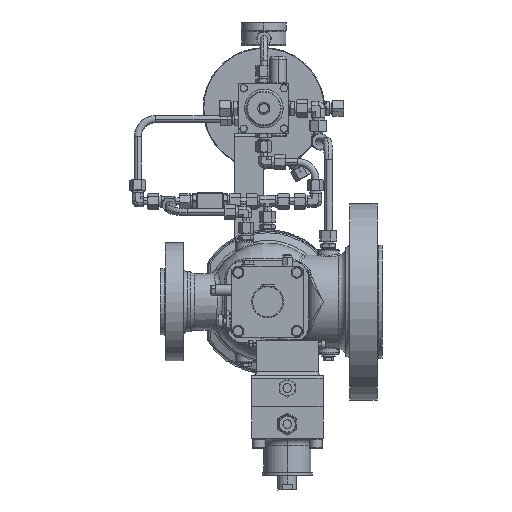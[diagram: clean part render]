
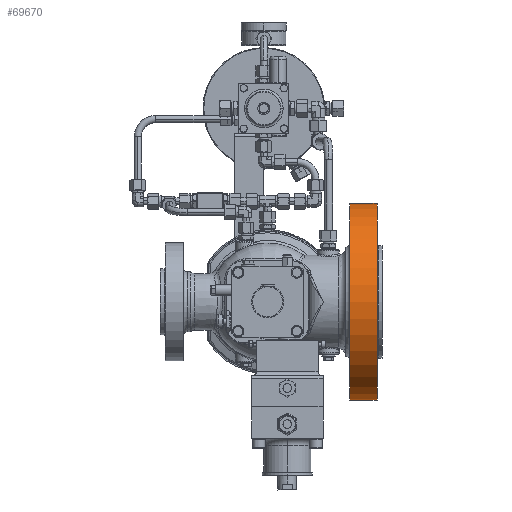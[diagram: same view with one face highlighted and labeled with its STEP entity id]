
A CAD part, front view. The second image highlights one B-rep face of the part: STEP entity #69670.
In plain terms, the highlighted cylindrical face has radius 137.5 mm (diameter 275 mm), a partial arc.
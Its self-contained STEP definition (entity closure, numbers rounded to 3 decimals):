
#417 = EDGE_LOOP ( 'NONE', ( #184609, #63990, #89921, #129872 ) ) ;
#1582 = DIRECTION ( 'NONE',  ( -1., 0., 0. ) ) ;
#5502 = CIRCLE ( 'NONE', #64347, 137.5 ) ;
#7675 = VERTEX_POINT ( 'NONE', #103337 ) ;
#9783 = CARTESIAN_POINT ( 'NONE',  ( 114.9, -10., 0. ) ) ;
#16580 = CARTESIAN_POINT ( 'NONE',  ( 153., -10., -137.5 ) ) ;
#22577 = CARTESIAN_POINT ( 'NONE',  ( -138.582, -10., 137.5 ) ) ;
#23754 = CIRCLE ( 'NONE', #138090, 137.5 ) ;
#49767 = LINE ( 'NONE', #144886, #100611 ) ;
#52364 = CARTESIAN_POINT ( 'NONE',  ( -138.582, -10., 0. ) ) ;
#60271 = DIRECTION ( 'NONE',  ( 0., 0., 1. ) ) ;
#63990 = ORIENTED_EDGE ( 'NONE', *, *, #179592, .T. ) ;
#64347 = AXIS2_PLACEMENT_3D ( 'NONE', #9783, #135561, #198060 ) ;
#68715 = DIRECTION ( 'NONE',  ( -1., 0., 0. ) ) ;
#69670 = ADVANCED_FACE ( 'Defeature ausgef�hrt1_261', ( #174170 ), #111712, .T. ) ;
#89921 = ORIENTED_EDGE ( 'NONE', *, *, #116881, .T. ) ;
#93639 = VECTOR ( 'NONE', #129999, 1000. ) ;
#96286 = LINE ( 'NONE', #22577, #93639 ) ;
#97382 = DIRECTION ( 'NONE',  ( 0., 0., 1. ) ) ;
#100611 = VECTOR ( 'NONE', #112168, 1000. ) ;
#103337 = CARTESIAN_POINT ( 'NONE',  ( 114.9, -10., -137.5 ) ) ;
#108661 = AXIS2_PLACEMENT_3D ( 'NONE', #52364, #68715, #97382 ) ;
#111712 = CYLINDRICAL_SURFACE ( 'NONE', #108661, 137.5 ) ;
#112168 = DIRECTION ( 'NONE',  ( -1., 0., 0. ) ) ;
#114357 = VERTEX_POINT ( 'NONE', #179767 ) ;
#116881 = EDGE_CURVE ( 'NONE', #180251, #114357, #96286, .T. ) ;
#129872 = ORIENTED_EDGE ( 'NONE', *, *, #163404, .F. ) ;
#129999 = DIRECTION ( 'NONE',  ( -1., 0., 0. ) ) ;
#132971 = VERTEX_POINT ( 'NONE', #16580 ) ;
#135561 = DIRECTION ( 'NONE',  ( -1., 0., 0. ) ) ;
#135762 = CARTESIAN_POINT ( 'NONE',  ( 153., -10., 137.5 ) ) ;
#138090 = AXIS2_PLACEMENT_3D ( 'NONE', #153353, #1582, #60271 ) ;
#143363 = EDGE_CURVE ( 'NONE', #132971, #7675, #49767, .T. ) ;
#144886 = CARTESIAN_POINT ( 'NONE',  ( -138.582, -10., -137.5 ) ) ;
#153353 = CARTESIAN_POINT ( 'NONE',  ( 153., -10., 0. ) ) ;
#163404 = EDGE_CURVE ( 'Defeature ausgef�hrt1_266+Defeature ausgef�hrt1_261+Defeature ausgef�hrt1_261+Defeature ausgef�hrt1_261', #7675, #114357, #5502, .T. ) ;
#174170 = FACE_OUTER_BOUND ( 'NONE', #417, .T. ) ;
#179592 = EDGE_CURVE ( 'Defeature ausgef�hrt1_261+Defeature ausgef�hrt1_262+Defeature ausgef�hrt1_262+Defeature ausgef�hrt1_262', #132971, #180251, #23754, .T. ) ;
#179767 = CARTESIAN_POINT ( 'NONE',  ( 114.9, -10., 137.5 ) ) ;
#180251 = VERTEX_POINT ( 'NONE', #135762 ) ;
#184609 = ORIENTED_EDGE ( 'NONE', *, *, #143363, .F. ) ;
#198060 = DIRECTION ( 'NONE',  ( 0., 0., 1. ) ) ;
